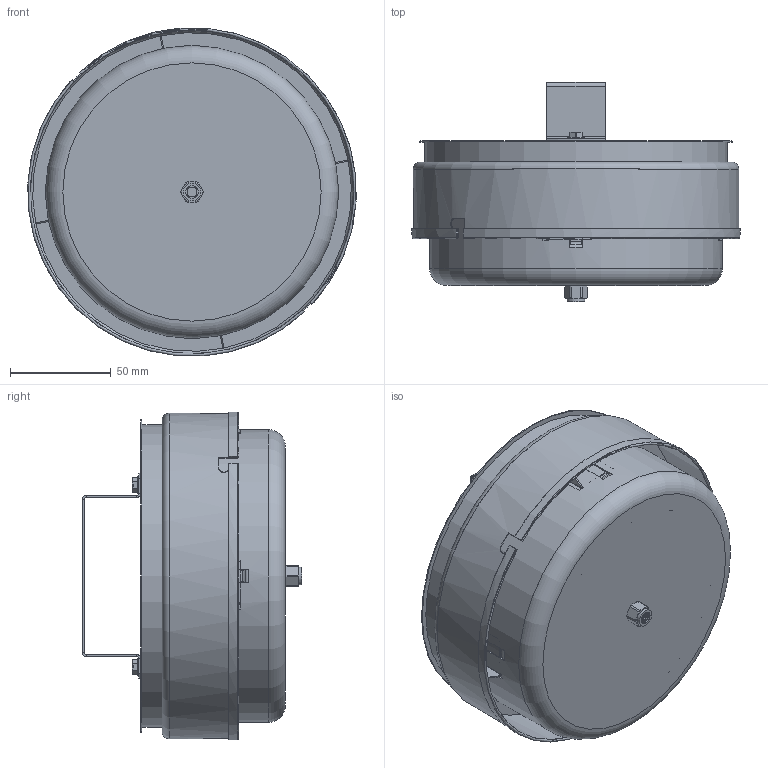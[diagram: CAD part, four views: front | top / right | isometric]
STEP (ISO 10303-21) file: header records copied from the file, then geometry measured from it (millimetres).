
FILE_DESCRIPTION((''),'2;1');
FILE_NAME('HRL-2-160.stp','2014-02-20T11:27:32',(''),(''),'Autodesk Inventor 2013','Autodesk Inventor 2013','');
FILE_SCHEMA(('AUTOMOTIVE_DESIGN { 1 2 10303 214 0 1 1 1 }'));
Length unit declared in the file: millimetre
Products named in the file (12): HRL-2-160; FD10005; Handtag-75_1; DIN 933 - replaced by DIN EN 24017 M6  x 65; 999656; 999664; 126025_MedHål; 999173; 999181; 999220_Ø140; 116008; 999301-160
Assembly tree (15 placements, depth 2):
  HRL-2-160
    FD10005
    Handtag-75_1
    DIN 933 - replaced by DIN EN 24017 M6  x 65
    999656
    999664  x2
    126025_MedHål
    999173
    999181
    999220_Ø140
    116008
    999301-160  x4
Bounding box: 162.76 x 108.6 x 162.5 mm (x, y, z)
Volume: 1179578.1 mm3; surface area: 335042.3 mm2
Topology: 15 solids, 15 shells, 526 faces, 1229 edges, 730 vertices
Faces by surface type: plane 265, cylinder 132, torus 66, cone 47, bspline 16
Full cylindrical faces by diameter (mm): 2 x1, 4 x2, 4.917 x6, 5.1 x2, 5.459 x1, 6 x1, 6.072 x1, 8.4 x2, 8.7 x1, 8.863 x1, 140 x1, 143.8 x1, 145 x1, 150 x1, 155 x1, 158 x1, 160.3 x1, 161.3 x1
Entity records: 12469 total; most frequent: CARTESIAN_POINT 3807, DIRECTION 1807, ORIENTED_EDGE 1572, EDGE_CURVE 786, AXIS2_PLACEMENT_3D 729, VERTEX_POINT 502, EDGE_LOOP 452, FACE_OUTER_BOUND 362
